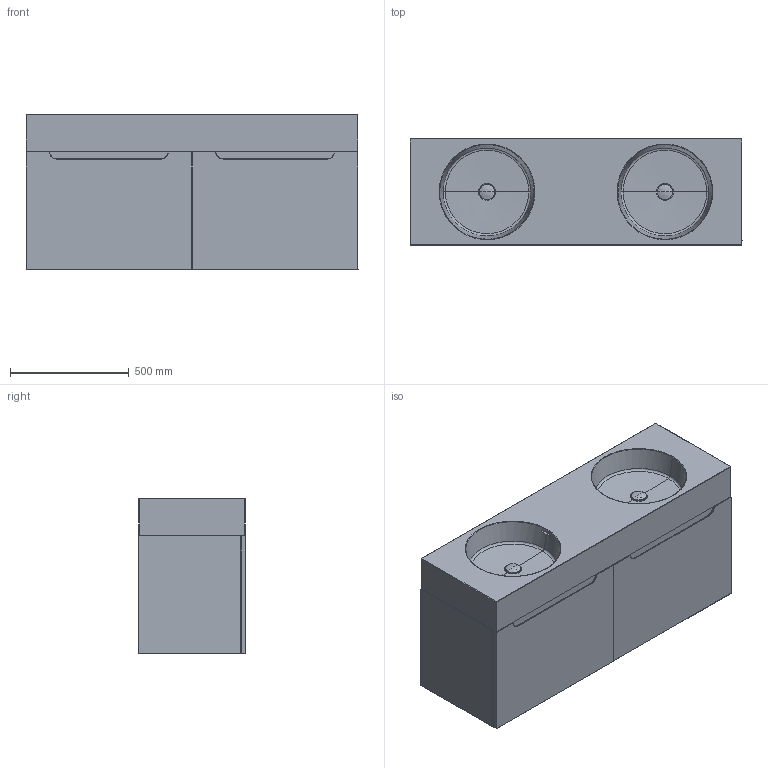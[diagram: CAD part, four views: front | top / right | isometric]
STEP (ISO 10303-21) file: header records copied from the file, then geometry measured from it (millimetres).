
FILE_DESCRIPTION(/* description */ (''),/* implementation_level */ '2;1');
FILE_NAME(/* name */ 'STEP - NEV2-1400KITALL_2356826',/* time_stamp */ '2025-01-28T10:13:57+11:00',/* author */ (''),/* organization */ (''),/* preprocessor_version */ 'ST-DEVELOPER v16.5',/* originating_system */ 'Rhino 7.37',/* authorisation */ '');
FILE_SCHEMA (('AUTOMOTIVE_DESIGN'));
Length unit declared in the file: millimetre
Products named in the file (19): Document; NEO_1400_CABINET_ASM; NEO_1400_CARCASS; NEO_1400_BOTTOM_DRAWER_LEFT; NEO_1400_TOP_DRAWER; NEO_BRACKET345; NEO_1400_SPACER; NEO_DBL_1400_02_O; DIVIDER_B11; WASTE_NO_OFLOW_ASM_AF0_ASM; OMVIVO_WASTE_NO_OFLOW12; 32-40_ADAPTER_LOCKNUT_STEEL67; Block 11; WASTE_TOP_WASHER8; LOCKNUT_WASHER9; PLUG10; WASTE_NO_OFLOW_ASM_AF1_ASM; TRAP1213; NEO_1400_BOTTOM_DRAWER_RIGHT
Assembly tree (29 placements, depth 5):
  Document
    NEO_1400_CABINET_ASM
      NEO_1400_CARCASS
      NEO_1400_BOTTOM_DRAWER_LEFT
      NEO_1400_TOP_DRAWER  x2
      NEO_BRACKET345  x4
      NEO_1400_SPACER
      NEO_DBL_1400_02_O
      DIVIDER_B11  x2
      WASTE_NO_OFLOW_ASM_AF0_ASM
        OMVIVO_WASTE_NO_OFLOW12
        32-40_ADAPTER_LOCKNUT_STEEL67
          Block 11
        WASTE_TOP_WASHER8
        LOCKNUT_WASHER9
        PLUG10
      WASTE_NO_OFLOW_ASM_AF1_ASM
        OMVIVO_WASTE_NO_OFLOW12
        32-40_ADAPTER_LOCKNUT_STEEL67
          Block 11
        WASTE_TOP_WASHER8
        LOCKNUT_WASHER9
        PLUG10
      TRAP1213  x2
      NEO_1400_BOTTOM_DRAWER_RIGHT
Bounding box: 1400 x 450 x 655 mm (x, y, z)
Volume: 89515107.6 mm3; surface area: 12824903 mm2
Topology: 54 solids, 54 shells, 1770 faces, 4214 edges, 2576 vertices
Faces by surface type: cylinder 698, bspline 595, plane 477
Entity records: 71340 total; most frequent: CARTESIAN_POINT 53898, ORIENTED_EDGE 5238, EDGE_CURVE 2619, VERTEX_POINT 1593, B_SPLINE_CURVE_WITH_KNOTS 1554, EDGE_LOOP 1196, ADVANCED_FACE 1117, FACE_OUTER_BOUND 1117
